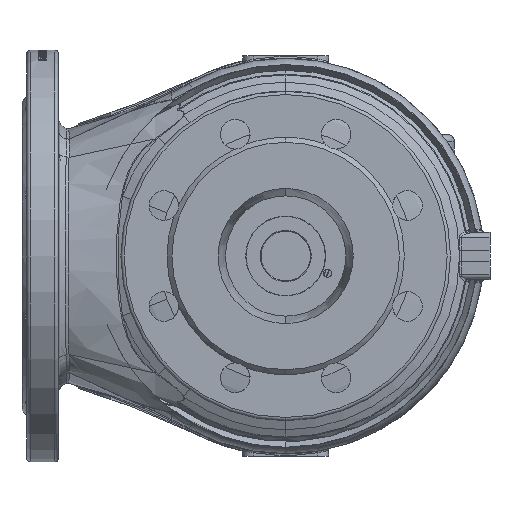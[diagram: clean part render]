
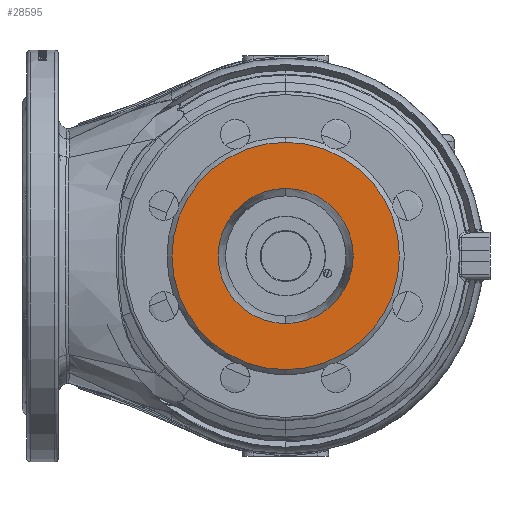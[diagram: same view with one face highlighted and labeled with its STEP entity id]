
A CAD part, front view. The second image highlights one B-rep face of the part: STEP entity #28595.
In plain terms, the highlighted planar face has unit normal (0, -1, 0).
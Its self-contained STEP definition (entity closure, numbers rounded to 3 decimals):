
#916 = DIRECTION ( 'NONE',  ( 0., 1., 0. ) ) ;
#1232 = CARTESIAN_POINT ( 'NONE',  ( 0., -195., -69. ) ) ;
#1324 = AXIS2_PLACEMENT_3D ( 'NONE', #50911, #80150, #66033 ) ;
#1839 = CARTESIAN_POINT ( 'NONE',  ( 0., -195., 0. ) ) ;
#6281 = CARTESIAN_POINT ( 'NONE',  ( 0., -195., 0. ) ) ;
#7642 = DIRECTION ( 'NONE',  ( 0., 1., 0. ) ) ;
#13238 = VERTEX_POINT ( 'NONE', #157134 ) ;
#14024 = CARTESIAN_POINT ( 'NONE',  ( 0., -195., 41. ) ) ;
#14476 = CIRCLE ( 'NONE', #44643, 69. ) ;
#16143 = EDGE_CURVE ( 'NONE', #13238, #133281, #161121, .T. ) ;
#19551 = EDGE_CURVE ( 'NONE', #133281, #13238, #147043, .T. ) ;
#24637 = VERTEX_POINT ( 'NONE', #1232 ) ;
#28595 = ADVANCED_FACE ( 'NONE', ( #35850, #106691 ), #93402, .T. ) ;
#32639 = EDGE_LOOP ( 'NONE', ( #179203, #96817 ) ) ;
#35850 = FACE_BOUND ( 'NONE', #32639, .T. ) ;
#44643 = AXIS2_PLACEMENT_3D ( 'NONE', #124616, #182206, #107696 ) ;
#50188 = CIRCLE ( 'NONE', #68215, 69. ) ;
#50911 = CARTESIAN_POINT ( 'NONE',  ( 0., -195., 0. ) ) ;
#61663 = AXIS2_PLACEMENT_3D ( 'NONE', #1839, #916, #161230 ) ;
#64228 = CARTESIAN_POINT ( 'NONE',  ( 0., -195., 0. ) ) ;
#66033 = DIRECTION ( 'NONE',  ( 0., 0., -1. ) ) ;
#68215 = AXIS2_PLACEMENT_3D ( 'NONE', #6281, #102737, #74421 ) ;
#73717 = CARTESIAN_POINT ( 'NONE',  ( 0., -195., 69. ) ) ;
#73866 = EDGE_CURVE ( 'NONE', #24637, #109411, #50188, .T. ) ;
#74421 = DIRECTION ( 'NONE',  ( 0., 0., 1. ) ) ;
#77466 = DIRECTION ( 'NONE',  ( 0., 0., 1. ) ) ;
#80150 = DIRECTION ( 'NONE',  ( 0., -1., 0. ) ) ;
#93402 = PLANE ( 'NONE',  #1324 ) ;
#96817 = ORIENTED_EDGE ( 'NONE', *, *, #16143, .T. ) ;
#97915 = ORIENTED_EDGE ( 'NONE', *, *, #111801, .F. ) ;
#102737 = DIRECTION ( 'NONE',  ( 0., 1., 0. ) ) ;
#106691 = FACE_OUTER_BOUND ( 'NONE', #171406, .T. ) ;
#107696 = DIRECTION ( 'NONE',  ( 0., 0., 1. ) ) ;
#109411 = VERTEX_POINT ( 'NONE', #73717 ) ;
#111801 = EDGE_CURVE ( 'NONE', #109411, #24637, #14476, .T. ) ;
#113696 = ORIENTED_EDGE ( 'NONE', *, *, #73866, .F. ) ;
#113929 = AXIS2_PLACEMENT_3D ( 'NONE', #64228, #7642, #77466 ) ;
#124616 = CARTESIAN_POINT ( 'NONE',  ( 0., -195., 0. ) ) ;
#133281 = VERTEX_POINT ( 'NONE', #14024 ) ;
#147043 = CIRCLE ( 'NONE', #113929, 41. ) ;
#157134 = CARTESIAN_POINT ( 'NONE',  ( 0., -195., -41. ) ) ;
#161121 = CIRCLE ( 'NONE', #61663, 41. ) ;
#161230 = DIRECTION ( 'NONE',  ( 0., 0., 1. ) ) ;
#171406 = EDGE_LOOP ( 'NONE', ( #97915, #113696 ) ) ;
#179203 = ORIENTED_EDGE ( 'NONE', *, *, #19551, .T. ) ;
#182206 = DIRECTION ( 'NONE',  ( 0., 1., 0. ) ) ;
